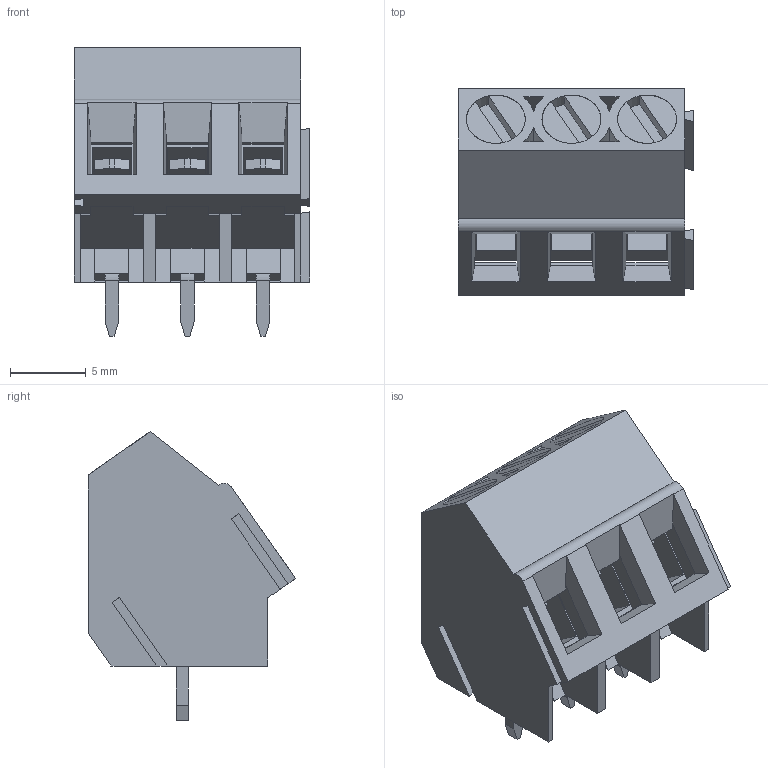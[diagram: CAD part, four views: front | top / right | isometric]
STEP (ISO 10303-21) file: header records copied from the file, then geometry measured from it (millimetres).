
FILE_DESCRIPTION( ( 'Unknown' ), '1' );
FILE_NAME( '691211720003.stp', 'Unknown', ( 'Unknown' ), ( 'Unknown' ), 'PSStep 18.0.17', 'Unknown', ' ' );
FILE_SCHEMA( ( 'AUTOMOTIVE_DESIGN { 1 0 10303 214 1 1 1 1 }' ) );
Length unit declared in the file: millimetre
Products named in the file (5): Assem1; 6912117200xx_MASS; 6912117200xx_PIN; 6912117200xx_VIS; 691211720003
Assembly tree (10 placements, depth 2):
  Assem1
    6912117200xx_MASS  x3
    6912117200xx_PIN  x3
    6912117200xx_VIS  x3
    691211720003
Bounding box: 15.6 x 13.7 x 19.1 mm (x, y, z)
Volume: 1476.6 mm3; surface area: 3344.8 mm2
Topology: 10 solids, 10 shells, 280 faces, 753 edges, 497 vertices
Faces by surface type: plane 244, cylinder 36
Full cylindrical faces by diameter (mm): 2.4 x9, 3.9 x6
Entity records: 7563 total; most frequent: CARTESIAN_POINT 1056, ORIENTED_EDGE 1026, DIRECTION 967, EDGE_CURVE 513, LINE 457, VECTOR 457, VERTEX_POINT 344, AXIS2_PLACEMENT_3D 255
